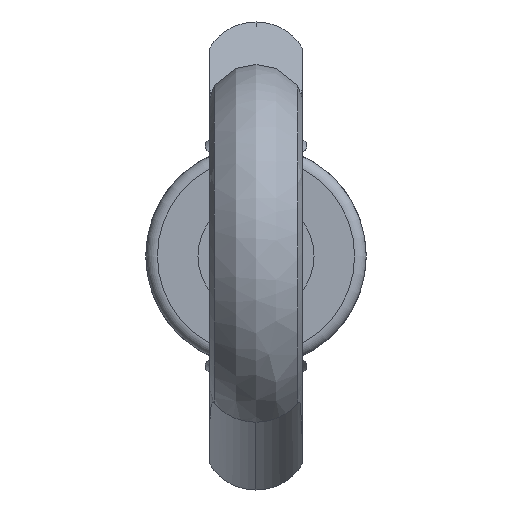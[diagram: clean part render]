
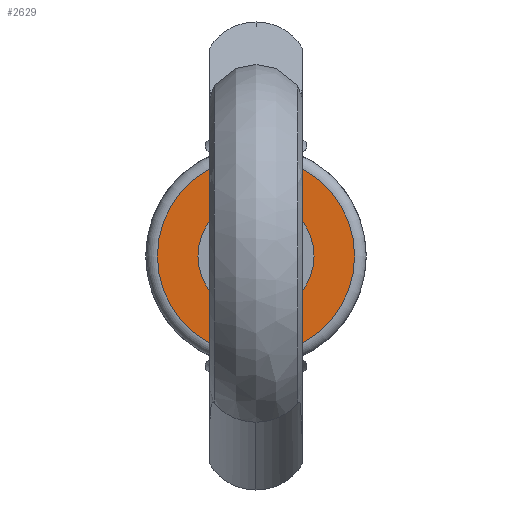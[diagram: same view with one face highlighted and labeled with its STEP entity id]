
A CAD part, left-side view. The second image highlights one B-rep face of the part: STEP entity #2629.
In plain terms, the highlighted planar face has unit normal (-1, 0, 0).
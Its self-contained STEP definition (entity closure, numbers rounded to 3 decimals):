
#309 = CIRCLE ( 'NONE', #553, 2. ) ;
#466 = AXIS2_PLACEMENT_3D ( 'NONE', #3383, #2694, #4122 ) ;
#498 = VERTEX_POINT ( 'NONE', #4344 ) ;
#553 = AXIS2_PLACEMENT_3D ( 'NONE', #1011, #3969, #4776 ) ;
#1011 = CARTESIAN_POINT ( 'NONE',  ( 0., 0., 0. ) ) ;
#1097 = ORIENTED_EDGE ( 'NONE', *, *, #1824, .T. ) ;
#1170 = VERTEX_POINT ( 'NONE', #1770 ) ;
#1327 = EDGE_CURVE ( 'NONE', #498, #1170, #2620, .T. ) ;
#1651 = DIRECTION ( 'NONE',  ( 0., 0., -1. ) ) ;
#1770 = CARTESIAN_POINT ( 'NONE',  ( 0., 0., -4.25 ) ) ;
#1824 = EDGE_CURVE ( 'NONE', #2533, #3616, #3509, .T. ) ;
#1973 = CARTESIAN_POINT ( 'NONE',  ( 0., 0., 2. ) ) ;
#2045 = CARTESIAN_POINT ( 'NONE',  ( 0., 0., 0. ) ) ;
#2076 = EDGE_CURVE ( 'NONE', #1170, #498, #3748, .T. ) ;
#2361 = PLANE ( 'NONE',  #4375 ) ;
#2406 = FACE_BOUND ( 'NONE', #4008, .T. ) ;
#2431 = FACE_OUTER_BOUND ( 'NONE', #4379, .T. ) ;
#2454 = ORIENTED_EDGE ( 'NONE', *, *, #2076, .T. ) ;
#2533 = VERTEX_POINT ( 'NONE', #1973 ) ;
#2620 = CIRCLE ( 'NONE', #3636, 4.25 ) ;
#2629 = ADVANCED_FACE ( 'NONE', ( #2431, #2406 ), #2361, .F. ) ;
#2667 = ORIENTED_EDGE ( 'NONE', *, *, #2786, .T. ) ;
#2694 = DIRECTION ( 'NONE',  ( -1., 0., 0. ) ) ;
#2786 = EDGE_CURVE ( 'NONE', #3616, #2533, #309, .T. ) ;
#3383 = CARTESIAN_POINT ( 'NONE',  ( 0., 0., 0. ) ) ;
#3496 = ORIENTED_EDGE ( 'NONE', *, *, #1327, .T. ) ;
#3509 = CIRCLE ( 'NONE', #4295, 2. ) ;
#3541 = DIRECTION ( 'NONE',  ( 0., 0., -1. ) ) ;
#3555 = DIRECTION ( 'NONE',  ( 1., 0., 0. ) ) ;
#3616 = VERTEX_POINT ( 'NONE', #3992 ) ;
#3636 = AXIS2_PLACEMENT_3D ( 'NONE', #4648, #4678, #1651 ) ;
#3748 = CIRCLE ( 'NONE', #466, 4.25 ) ;
#3852 = DIRECTION ( 'NONE',  ( 0., 0., -1. ) ) ;
#3969 = DIRECTION ( 'NONE',  ( 1., 0., 0. ) ) ;
#3992 = CARTESIAN_POINT ( 'NONE',  ( 0., 0., -2. ) ) ;
#4008 = EDGE_LOOP ( 'NONE', ( #1097, #2667 ) ) ;
#4122 = DIRECTION ( 'NONE',  ( 0., 0., -1. ) ) ;
#4201 = CARTESIAN_POINT ( 'NONE',  ( 0., 0., 0. ) ) ;
#4295 = AXIS2_PLACEMENT_3D ( 'NONE', #4201, #4618, #3541 ) ;
#4344 = CARTESIAN_POINT ( 'NONE',  ( 0., 0., 4.25 ) ) ;
#4375 = AXIS2_PLACEMENT_3D ( 'NONE', #2045, #3555, #3852 ) ;
#4379 = EDGE_LOOP ( 'NONE', ( #2454, #3496 ) ) ;
#4618 = DIRECTION ( 'NONE',  ( 1., 0., 0. ) ) ;
#4648 = CARTESIAN_POINT ( 'NONE',  ( 0., 0., 0. ) ) ;
#4678 = DIRECTION ( 'NONE',  ( -1., 0., 0. ) ) ;
#4776 = DIRECTION ( 'NONE',  ( 0., 0., -1. ) ) ;
